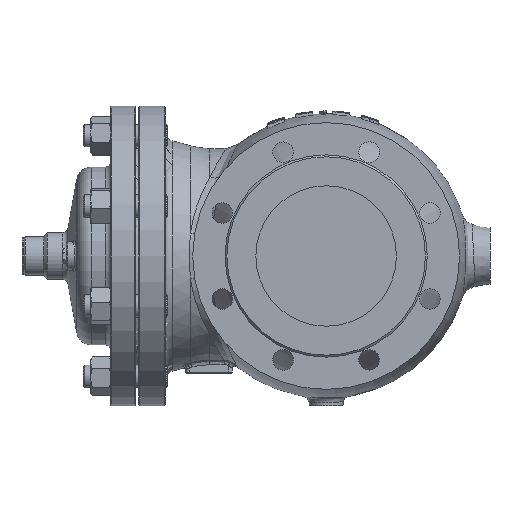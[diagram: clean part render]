
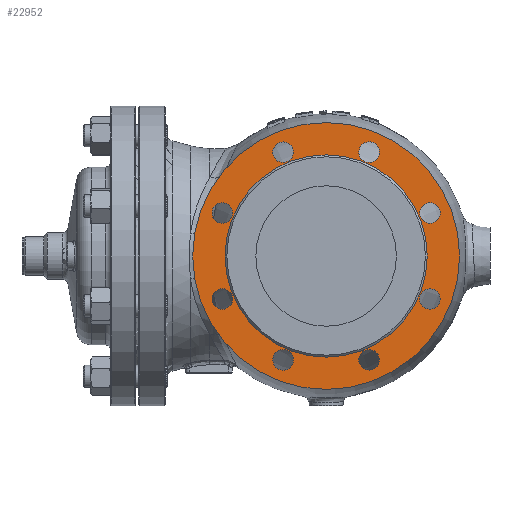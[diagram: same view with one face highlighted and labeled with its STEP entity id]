
A CAD part, left-side view. The second image highlights one B-rep face of the part: STEP entity #22952.
In plain terms, the highlighted planar face has unit normal (-1, 0, 0).
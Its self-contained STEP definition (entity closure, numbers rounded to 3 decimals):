
#696 = CARTESIAN_POINT ( 'NONE',  ( -238., 110.866, -45.922 ) ) ;
#830 = EDGE_LOOP ( 'NONE', ( #19519 ) ) ;
#921 = DIRECTION ( 'NONE',  ( -1., 0., 0. ) ) ;
#1227 = VERTEX_POINT ( 'NONE', #21160 ) ;
#1637 = DIRECTION ( 'NONE',  ( 0., 0.707, 0.707 ) ) ;
#1849 = EDGE_LOOP ( 'NONE', ( #16466 ) ) ;
#2547 = VERTEX_POINT ( 'NONE', #12731 ) ;
#2690 = VERTEX_POINT ( 'NONE', #8443 ) ;
#2898 = FACE_BOUND ( 'NONE', #10688, .T. ) ;
#3300 = ORIENTED_EDGE ( 'NONE', *, *, #10315, .T. ) ;
#3326 = FACE_BOUND ( 'NONE', #830, .T. ) ;
#3478 = AXIS2_PLACEMENT_3D ( 'NONE', #37828, #8737, #34637 ) ;
#4846 = CARTESIAN_POINT ( 'NONE',  ( -238., -110.866, -45.922 ) ) ;
#4892 = ORIENTED_EDGE ( 'NONE', *, *, #30308, .F. ) ;
#4916 = EDGE_CURVE ( 'NONE', #32547, #32547, #23268, .T. ) ;
#5008 = AXIS2_PLACEMENT_3D ( 'NONE', #4846, #5054, #1637 ) ;
#5032 = DIRECTION ( 'NONE',  ( -1., 0., 0. ) ) ;
#5054 = DIRECTION ( 'NONE',  ( -1., 0., 0. ) ) ;
#5287 = CARTESIAN_POINT ( 'NONE',  ( -238., 103.087, 38.144 ) ) ;
#5341 = DIRECTION ( 'NONE',  ( -1., 0., 0. ) ) ;
#7198 = DIRECTION ( 'NONE',  ( -1., 0., 0. ) ) ;
#8039 = CARTESIAN_POINT ( 'NONE',  ( -238., 45.922, 99.866 ) ) ;
#8443 = CARTESIAN_POINT ( 'NONE',  ( -238., -45.922, -99.866 ) ) ;
#8614 = EDGE_LOOP ( 'NONE', ( #33888 ) ) ;
#8737 = DIRECTION ( 'NONE',  ( -1., 0., 0. ) ) ;
#8912 = CARTESIAN_POINT ( 'NONE',  ( -238., 110.866, 45.922 ) ) ;
#9244 = ORIENTED_EDGE ( 'NONE', *, *, #11238, .F. ) ;
#9968 = VERTEX_POINT ( 'NONE', #29291 ) ;
#10232 = CIRCLE ( 'NONE', #14322, 11. ) ;
#10315 = EDGE_CURVE ( 'NONE', #2547, #2547, #19052, .T. ) ;
#10327 = EDGE_LOOP ( 'NONE', ( #9244 ) ) ;
#10688 = EDGE_LOOP ( 'NONE', ( #4892 ) ) ;
#10788 = CARTESIAN_POINT ( 'NONE',  ( -238., 0., 0. ) ) ;
#11149 = EDGE_CURVE ( 'NONE', #9968, #9968, #17018, .T. ) ;
#11238 = EDGE_CURVE ( 'NONE', #12329, #12329, #10232, .T. ) ;
#12224 = EDGE_LOOP ( 'NONE', ( #17645 ) ) ;
#12329 = VERTEX_POINT ( 'NONE', #35237 ) ;
#12395 = CIRCLE ( 'NONE', #17802, 11. ) ;
#12731 = CARTESIAN_POINT ( 'NONE',  ( -238., -142.5, 0. ) ) ;
#13348 = AXIS2_PLACEMENT_3D ( 'NONE', #17291, #13695, #30031 ) ;
#13376 = AXIS2_PLACEMENT_3D ( 'NONE', #10788, #14414, #33511 ) ;
#13695 = DIRECTION ( 'NONE',  ( -1., 0., 0. ) ) ;
#14322 = AXIS2_PLACEMENT_3D ( 'NONE', #21132, #40490, #27709 ) ;
#14414 = DIRECTION ( 'NONE',  ( -1., 0., 0. ) ) ;
#14437 = EDGE_LOOP ( 'NONE', ( #3300 ) ) ;
#14686 = CIRCLE ( 'NONE', #13348, 11. ) ;
#14742 = CIRCLE ( 'NONE', #13376, 108. ) ;
#15078 = CIRCLE ( 'NONE', #31356, 11. ) ;
#15195 = ORIENTED_EDGE ( 'NONE', *, *, #28758, .F. ) ;
#15467 = CIRCLE ( 'NONE', #20891, 11. ) ;
#15711 = EDGE_LOOP ( 'NONE', ( #15195 ) ) ;
#16466 = ORIENTED_EDGE ( 'NONE', *, *, #11149, .F. ) ;
#17018 = CIRCLE ( 'NONE', #36668, 11. ) ;
#17291 = CARTESIAN_POINT ( 'NONE',  ( -238., 45.922, 110.866 ) ) ;
#17645 = ORIENTED_EDGE ( 'NONE', *, *, #4916, .F. ) ;
#17802 = AXIS2_PLACEMENT_3D ( 'NONE', #696, #921, #36584 ) ;
#18071 = EDGE_CURVE ( 'NONE', #33292, #33292, #14686, .T. ) ;
#19007 = FACE_BOUND ( 'NONE', #12224, .T. ) ;
#19052 = CIRCLE ( 'NONE', #3478, 142.5 ) ;
#19431 = FACE_BOUND ( 'NONE', #10327, .T. ) ;
#19519 = ORIENTED_EDGE ( 'NONE', *, *, #22235, .F. ) ;
#20008 = CARTESIAN_POINT ( 'NONE',  ( -238., -103.087, -38.144 ) ) ;
#20840 = DIRECTION ( 'NONE',  ( -1., 0., 0. ) ) ;
#20891 = AXIS2_PLACEMENT_3D ( 'NONE', #36247, #7198, #33063 ) ;
#21132 = CARTESIAN_POINT ( 'NONE',  ( -238., 45.922, -110.866 ) ) ;
#21160 = CARTESIAN_POINT ( 'NONE',  ( -238., -108., 0. ) ) ;
#22235 = EDGE_CURVE ( 'NONE', #1227, #1227, #14742, .T. ) ;
#22952 = ADVANCED_FACE ( 'NONE', ( #35149, #25395, #38357, #35574, #19007, #2898, #19431, #32396, #28790, #3326 ), #41765, .T. ) ;
#23085 = AXIS2_PLACEMENT_3D ( 'NONE', #8912, #5341, #25668 ) ;
#23268 = CIRCLE ( 'NONE', #5008, 11. ) ;
#24541 = DIRECTION ( 'NONE',  ( 0., 0.707, -0.707 ) ) ;
#25395 = FACE_BOUND ( 'NONE', #38909, .T. ) ;
#25668 = DIRECTION ( 'NONE',  ( 0., -0.707, -0.707 ) ) ;
#26099 = DIRECTION ( 'NONE',  ( -1., 0., 0. ) ) ;
#26381 = VERTEX_POINT ( 'NONE', #26805 ) ;
#26805 = CARTESIAN_POINT ( 'NONE',  ( -238., -99.866, 45.922 ) ) ;
#26941 = EDGE_CURVE ( 'NONE', #40526, #40526, #41431, .T. ) ;
#27209 = CARTESIAN_POINT ( 'NONE',  ( -238., 0., 0. ) ) ;
#27709 = DIRECTION ( 'NONE',  ( 0., -0.707, 0.707 ) ) ;
#27804 = ORIENTED_EDGE ( 'NONE', *, *, #18071, .F. ) ;
#28758 = EDGE_CURVE ( 'NONE', #34753, #34753, #12395, .T. ) ;
#28790 = FACE_OUTER_BOUND ( 'NONE', #14437, .T. ) ;
#29291 = CARTESIAN_POINT ( 'NONE',  ( -238., -38.144, 103.087 ) ) ;
#29295 = EDGE_LOOP ( 'NONE', ( #30065 ) ) ;
#30031 = DIRECTION ( 'NONE',  ( 0., 0., -1. ) ) ;
#30065 = ORIENTED_EDGE ( 'NONE', *, *, #26941, .F. ) ;
#30308 = EDGE_CURVE ( 'NONE', #2690, #2690, #15078, .T. ) ;
#30411 = DIRECTION ( 'NONE',  ( 0., -1., 0. ) ) ;
#31356 = AXIS2_PLACEMENT_3D ( 'NONE', #36072, #26099, #35864 ) ;
#32396 = FACE_BOUND ( 'NONE', #15711, .T. ) ;
#32547 = VERTEX_POINT ( 'NONE', #20008 ) ;
#33063 = DIRECTION ( 'NONE',  ( 0., 1., 0. ) ) ;
#33292 = VERTEX_POINT ( 'NONE', #8039 ) ;
#33511 = DIRECTION ( 'NONE',  ( 0., -1., 0. ) ) ;
#33888 = ORIENTED_EDGE ( 'NONE', *, *, #39166, .F. ) ;
#34637 = DIRECTION ( 'NONE',  ( 0., -1., 0. ) ) ;
#34753 = VERTEX_POINT ( 'NONE', #35165 ) ;
#35149 = FACE_BOUND ( 'NONE', #29295, .T. ) ;
#35165 = CARTESIAN_POINT ( 'NONE',  ( -238., 99.866, -45.922 ) ) ;
#35237 = CARTESIAN_POINT ( 'NONE',  ( -238., 38.144, -103.087 ) ) ;
#35574 = FACE_BOUND ( 'NONE', #8614, .T. ) ;
#35799 = AXIS2_PLACEMENT_3D ( 'NONE', #27209, #20840, #30411 ) ;
#35864 = DIRECTION ( 'NONE',  ( 0., 0., 1. ) ) ;
#36072 = CARTESIAN_POINT ( 'NONE',  ( -238., -45.922, -110.866 ) ) ;
#36247 = CARTESIAN_POINT ( 'NONE',  ( -238., -110.866, 45.922 ) ) ;
#36584 = DIRECTION ( 'NONE',  ( 0., -1., 0. ) ) ;
#36668 = AXIS2_PLACEMENT_3D ( 'NONE', #40904, #5032, #24541 ) ;
#37828 = CARTESIAN_POINT ( 'NONE',  ( -238., 0., 0. ) ) ;
#38357 = FACE_BOUND ( 'NONE', #1849, .T. ) ;
#38909 = EDGE_LOOP ( 'NONE', ( #27804 ) ) ;
#39166 = EDGE_CURVE ( 'NONE', #26381, #26381, #15467, .T. ) ;
#40490 = DIRECTION ( 'NONE',  ( -1., 0., 0. ) ) ;
#40526 = VERTEX_POINT ( 'NONE', #5287 ) ;
#40904 = CARTESIAN_POINT ( 'NONE',  ( -238., -45.922, 110.866 ) ) ;
#41431 = CIRCLE ( 'NONE', #23085, 11. ) ;
#41765 = PLANE ( 'NONE',  #35799 ) ;
